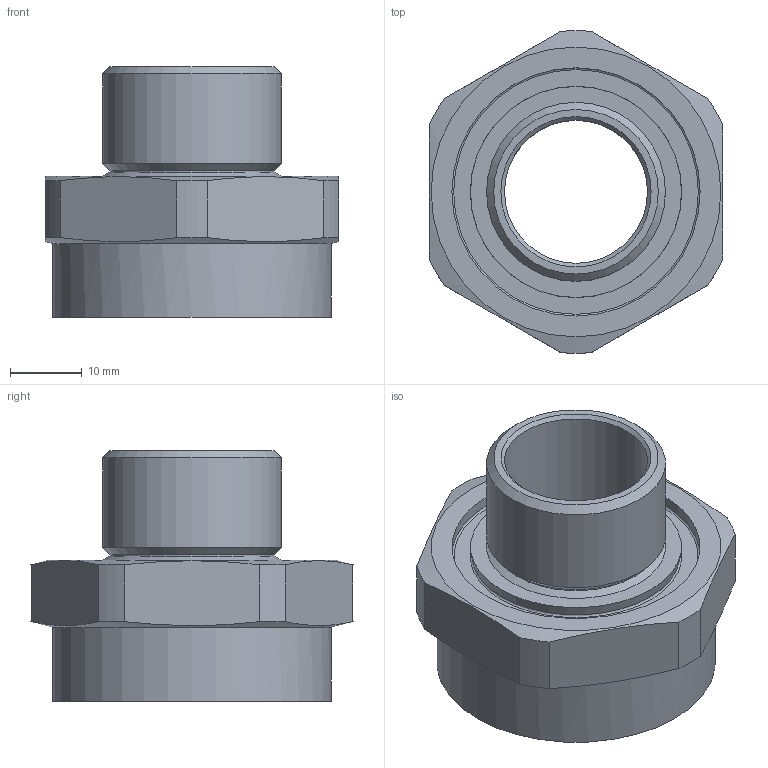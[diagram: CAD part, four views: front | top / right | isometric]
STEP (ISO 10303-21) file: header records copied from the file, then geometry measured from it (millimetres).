
FILE_DESCRIPTION (( 'STEP AP203' ), '1' );
FILE_NAME ('737DRM3T3.STEP', '2018-04-17T08:42:40', ( '' ), ( '' ), 'SwSTEP 2.0', 'SolidWorks 2017', '' );
FILE_SCHEMA (( 'CONFIG_CONTROL_DESIGN' ));
Length unit declared in the file: millimetre
Products named in the file (1): 737DRM3T3
Bounding box: 41 x 45.08 x 35 mm (x, y, z)
Volume: 15607.9 mm3; surface area: 8786.1 mm2
Topology: 1 solids, 1 shells, 35 faces, 80 edges, 51 vertices
Faces by surface type: plane 12, cylinder 11, cone 10, torus 2
Full cylindrical faces by diameter (mm): 20 x1, 22.95 x1, 25 x1, 34.7 x1, 39 x1
Entity records: 1019 total; most frequent: CARTESIAN_POINT 240, DIRECTION 152, ORIENTED_EDGE 116, AXIS2_PLACEMENT_3D 70, EDGE_LOOP 58, EDGE_CURVE 58, VERTEX_POINT 46, FACE_OUTER_BOUND 42
